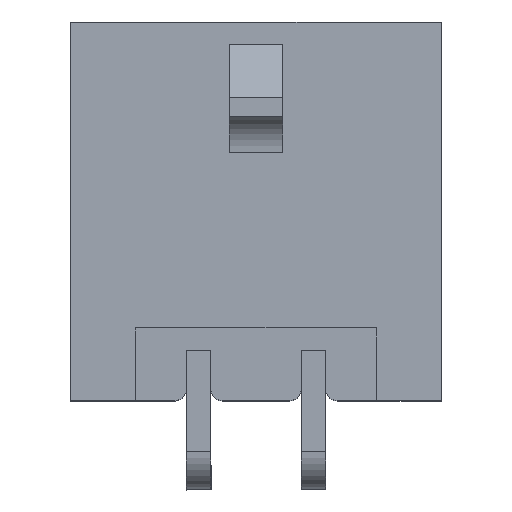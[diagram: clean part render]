
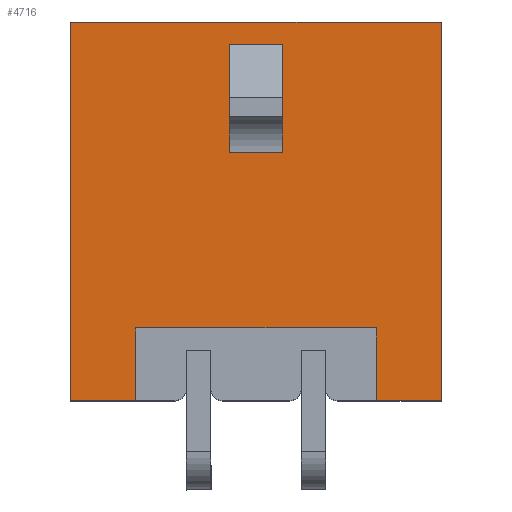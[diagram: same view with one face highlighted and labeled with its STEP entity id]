
A CAD part, top view. The second image highlights one B-rep face of the part: STEP entity #4716.
In plain terms, the highlighted face is planar.
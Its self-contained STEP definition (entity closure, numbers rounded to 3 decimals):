
#274=ORIENTED_EDGE('',*,*,#1645,.F.);
#275=ORIENTED_EDGE('',*,*,#1646,.F.);
#276=ORIENTED_EDGE('',*,*,#1647,.T.);
#277=ORIENTED_EDGE('',*,*,#1648,.T.);
#278=ORIENTED_EDGE('',*,*,#1649,.T.);
#279=ORIENTED_EDGE('',*,*,#1650,.T.);
#280=ORIENTED_EDGE('',*,*,#1589,.F.);
#281=ORIENTED_EDGE('',*,*,#1651,.T.);
#282=ORIENTED_EDGE('',*,*,#1652,.T.);
#283=ORIENTED_EDGE('',*,*,#1653,.F.);
#284=ORIENTED_EDGE('',*,*,#1654,.F.);
#285=ORIENTED_EDGE('',*,*,#1655,.T.);
#1589=EDGE_CURVE('',#2277,#2278,#2741,.T.);
#1645=EDGE_CURVE('',#2321,#2322,#2791,.T.);
#1646=EDGE_CURVE('',#2323,#2321,#2792,.T.);
#1647=EDGE_CURVE('',#2323,#2324,#2793,.T.);
#1648=EDGE_CURVE('',#2324,#2322,#2794,.T.);
#1649=EDGE_CURVE('',#2325,#2326,#2795,.T.);
#1650=EDGE_CURVE('',#2326,#2278,#2796,.T.);
#1651=EDGE_CURVE('',#2277,#2327,#2797,.T.);
#1652=EDGE_CURVE('',#2327,#2328,#2798,.T.);
#1653=EDGE_CURVE('',#2329,#2328,#2799,.T.);
#1654=EDGE_CURVE('',#2330,#2329,#2800,.T.);
#1655=EDGE_CURVE('',#2330,#2325,#2801,.T.);
#2277=VERTEX_POINT('',#6961);
#2278=VERTEX_POINT('',#6963);
#2321=VERTEX_POINT('',#7073);
#2322=VERTEX_POINT('',#7074);
#2323=VERTEX_POINT('',#7076);
#2324=VERTEX_POINT('',#7078);
#2325=VERTEX_POINT('',#7081);
#2326=VERTEX_POINT('',#7082);
#2327=VERTEX_POINT('',#7085);
#2328=VERTEX_POINT('',#7087);
#2329=VERTEX_POINT('',#7089);
#2330=VERTEX_POINT('',#7091);
#2741=LINE('',#6962,#3391);
#2791=LINE('',#7072,#3441);
#2792=LINE('',#7075,#3442);
#2793=LINE('',#7077,#3443);
#2794=LINE('',#7079,#3444);
#2795=LINE('',#7080,#3445);
#2796=LINE('',#7083,#3446);
#2797=LINE('',#7084,#3447);
#2798=LINE('',#7086,#3448);
#2799=LINE('',#7088,#3449);
#2800=LINE('',#7090,#3450);
#2801=LINE('',#7092,#3451);
#3391=VECTOR('',#5671,1000.);
#3441=VECTOR('',#5755,1000.);
#3442=VECTOR('',#5756,1000.);
#3443=VECTOR('',#5757,1000.);
#3444=VECTOR('',#5758,1000.);
#3445=VECTOR('',#5759,1000.);
#3446=VECTOR('',#5760,1000.);
#3447=VECTOR('',#5761,1000.);
#3448=VECTOR('',#5762,1000.);
#3449=VECTOR('',#5763,1000.);
#3450=VECTOR('',#5764,1000.);
#3451=VECTOR('',#5765,1000.);
#3986=EDGE_LOOP('',(#274,#275,#276,#277));
#3987=EDGE_LOOP('',(#278,#279,#280,#281,#282,#283,#284,#285));
#4240=FACE_BOUND('',#3986,.T.);
#4241=FACE_BOUND('',#3987,.T.);
#4494=PLANE('',#5298);
#4716=ADVANCED_FACE('',(#4240,#4241),#4494,.T.);
#5298=AXIS2_PLACEMENT_3D('',#7071,#5753,#5754);
#5671=DIRECTION('',(-1.,0.,0.));
#5753=DIRECTION('',(0.,-1.,0.));
#5754=DIRECTION('',(0.,0.,-1.));
#5755=DIRECTION('',(-1.,0.,0.));
#5756=DIRECTION('',(0.,0.,1.));
#5757=DIRECTION('',(-1.,0.,0.));
#5758=DIRECTION('',(0.,0.,1.));
#5759=DIRECTION('',(1.,0.,0.));
#5760=DIRECTION('',(0.,0.,-1.));
#5761=DIRECTION('',(0.,0.,1.));
#5762=DIRECTION('',(-1.,0.,0.));
#5763=DIRECTION('',(0.,0.,1.));
#5764=DIRECTION('',(-1.,0.,0.));
#5765=DIRECTION('',(0.,0.,1.));
#6961=CARTESIAN_POINT('',(4.85,-3.43,-4.95));
#6962=CARTESIAN_POINT('',(4.85,-3.43,-4.95));
#6963=CARTESIAN_POINT('',(3.15,-3.43,-4.95));
#7071=CARTESIAN_POINT('',(4.85,-3.43,-4.95));
#7072=CARTESIAN_POINT('',(0.7,-3.43,4.35));
#7073=CARTESIAN_POINT('',(0.7,-3.43,4.35));
#7074=CARTESIAN_POINT('',(-0.7,-3.43,4.35));
#7075=CARTESIAN_POINT('',(0.7,-3.43,1.55));
#7076=CARTESIAN_POINT('',(0.7,-3.43,1.55));
#7077=CARTESIAN_POINT('',(0.7,-3.43,1.55));
#7078=CARTESIAN_POINT('',(-0.7,-3.43,1.55));
#7079=CARTESIAN_POINT('',(-0.7,-3.43,1.55));
#7080=CARTESIAN_POINT('',(-3.15,-3.43,-3.05));
#7081=CARTESIAN_POINT('',(-3.15,-3.43,-3.05));
#7082=CARTESIAN_POINT('',(3.15,-3.43,-3.05));
#7083=CARTESIAN_POINT('',(3.15,-3.43,-3.05));
#7084=CARTESIAN_POINT('',(4.85,-3.43,-4.95));
#7085=CARTESIAN_POINT('',(4.85,-3.43,4.95));
#7086=CARTESIAN_POINT('',(4.85,-3.43,4.95));
#7087=CARTESIAN_POINT('',(-4.85,-3.43,4.95));
#7088=CARTESIAN_POINT('',(-4.85,-3.43,-4.95));
#7089=CARTESIAN_POINT('',(-4.85,-3.43,-4.95));
#7090=CARTESIAN_POINT('',(4.85,-3.43,-4.95));
#7091=CARTESIAN_POINT('',(-3.15,-3.43,-4.95));
#7092=CARTESIAN_POINT('',(-3.15,-3.43,-4.95));
